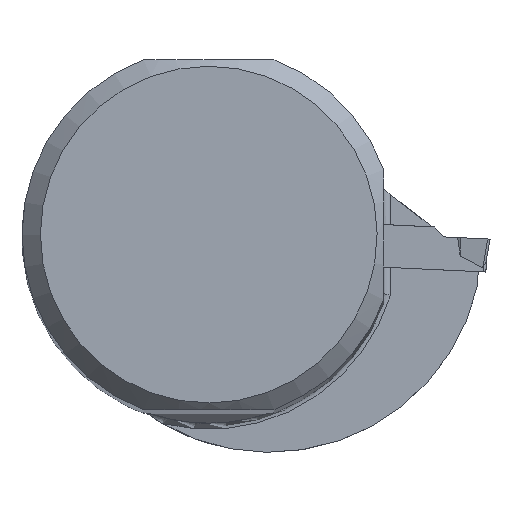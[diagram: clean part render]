
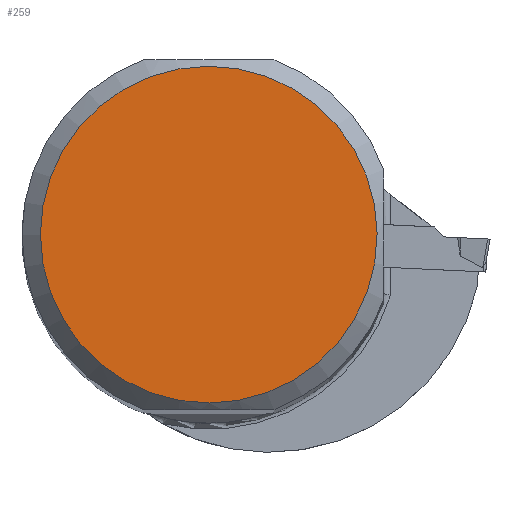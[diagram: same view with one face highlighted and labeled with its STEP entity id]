
A CAD part, top view. The second image highlights one B-rep face of the part: STEP entity #259.
In plain terms, the highlighted planar face has unit normal (0, 0, 1).
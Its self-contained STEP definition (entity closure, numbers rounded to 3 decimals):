
#173=FACE_OUTER_BOUND('',#472,.T.);
#259=ADVANCED_FACE('TB_BL_N10_SU6',(#173),#336,.T.);
#336=PLANE('',#1868);
#386=CIRCLE('',#1864,22.9);
#472=EDGE_LOOP('',(#769));
#769=ORIENTED_EDGE('',*,*,#1342,.T.);
#1151=VERTEX_POINT('',#2795);
#1342=EDGE_CURVE('',#1151,#1151,#386,.T.);
#1864=AXIS2_PLACEMENT_3D('',#2794,#2159,#2160);
#1868=AXIS2_PLACEMENT_3D('',#2841,#2167,#2168);
#2159=DIRECTION('',(0.,0.,1.));
#2160=DIRECTION('',(-1.,0.,0.));
#2167=DIRECTION('',(0.,0.,1.));
#2168=DIRECTION('',(-1.,0.,0.));
#2794=CARTESIAN_POINT('',(0.,0.,0.));
#2795=CARTESIAN_POINT('',(-22.9,0.,0.));
#2841=CARTESIAN_POINT('',(0.,0.,0.));
